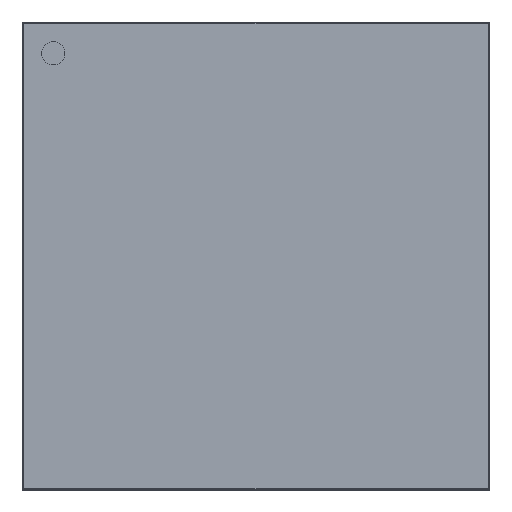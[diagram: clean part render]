
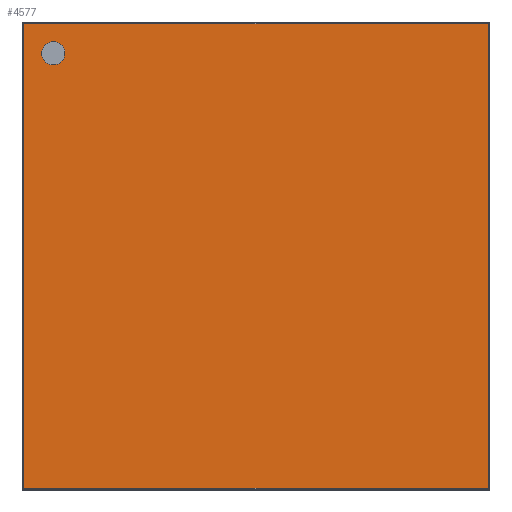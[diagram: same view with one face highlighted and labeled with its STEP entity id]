
A CAD part, top view. The second image highlights one B-rep face of the part: STEP entity #4577.
In plain terms, the highlighted planar face has unit normal (0, 0, 1).
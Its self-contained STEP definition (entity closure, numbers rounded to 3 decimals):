
#271=FACE_BOUND('',#1126,.T.);
#279=PLANE('',#5362);
#301=LINE('',#8285,#326);
#302=LINE('',#8287,#327);
#303=LINE('',#8289,#328);
#304=LINE('',#8290,#329);
#326=VECTOR('',#6944,1.);
#327=VECTOR('',#6945,1.);
#328=VECTOR('',#6946,1.);
#329=VECTOR('',#6947,1.);
#599=FACE_OUTER_BOUND('',#1125,.T.);
#1125=EDGE_LOOP('',(#3771,#3772,#3773,#3774));
#1126=EDGE_LOOP('',(#3775));
#1643=CIRCLE('',#5353,0.325);
#2157=VERTEX_POINT('',#8242);
#2171=VERTEX_POINT('',#8283);
#2172=VERTEX_POINT('',#8284);
#2173=VERTEX_POINT('',#8286);
#2174=VERTEX_POINT('',#8288);
#2687=EDGE_CURVE('',#2157,#2157,#1643,.T.);
#2706=EDGE_CURVE('',#2171,#2172,#301,.T.);
#2707=EDGE_CURVE('',#2172,#2173,#302,.T.);
#2708=EDGE_CURVE('',#2173,#2174,#303,.T.);
#2709=EDGE_CURVE('',#2174,#2171,#304,.T.);
#3771=ORIENTED_EDGE('',*,*,#2706,.T.);
#3772=ORIENTED_EDGE('',*,*,#2707,.T.);
#3773=ORIENTED_EDGE('',*,*,#2708,.T.);
#3774=ORIENTED_EDGE('',*,*,#2709,.T.);
#3775=ORIENTED_EDGE('',*,*,#2687,.T.);
#4577=ADVANCED_FACE('',(#599,#271),#279,.F.);
#5353=AXIS2_PLACEMENT_3D('',#8243,#6907,#6908);
#5362=AXIS2_PLACEMENT_3D('',#8282,#6942,#6943);
#6907=DIRECTION('center_axis',(0.,0.,-1.));
#6908=DIRECTION('ref_axis',(1.,0.,0.));
#6942=DIRECTION('center_axis',(0.,0.,-1.));
#6943=DIRECTION('ref_axis',(1.,0.,0.));
#6944=DIRECTION('',(0.,1.,0.));
#6945=DIRECTION('',(-1.,0.,0.));
#6946=DIRECTION('',(0.,-1.,0.));
#6947=DIRECTION('',(1.,0.,0.));
#8242=CARTESIAN_POINT('',(-5.958,5.633,1.1));
#8243=CARTESIAN_POINT('Origin',(-5.633,5.633,1.1));
#8282=CARTESIAN_POINT('Origin',(0.,0.,1.1));
#8283=CARTESIAN_POINT('',(6.45,-6.45,1.1));
#8284=CARTESIAN_POINT('',(6.45,6.45,1.1));
#8285=CARTESIAN_POINT('',(6.45,0.,1.1));
#8286=CARTESIAN_POINT('',(-6.45,6.45,1.1));
#8287=CARTESIAN_POINT('',(0.,6.45,1.1));
#8288=CARTESIAN_POINT('',(-6.45,-6.45,1.1));
#8289=CARTESIAN_POINT('',(-6.45,0.,1.1));
#8290=CARTESIAN_POINT('',(0.,-6.45,1.1));
